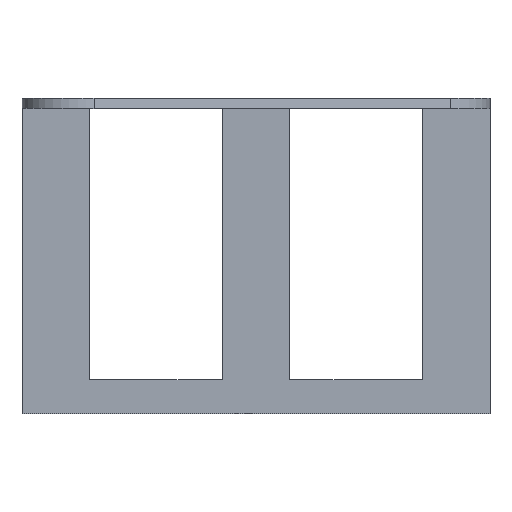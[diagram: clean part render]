
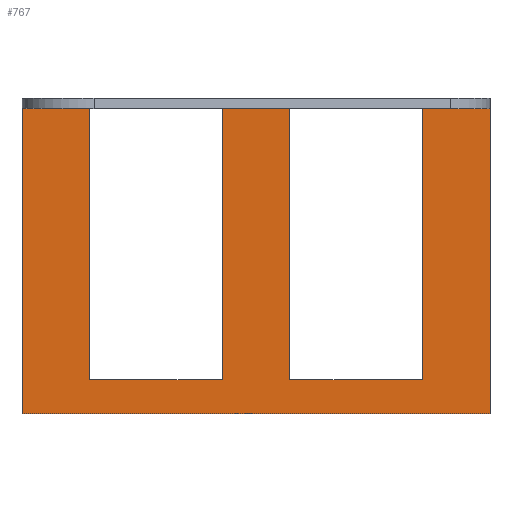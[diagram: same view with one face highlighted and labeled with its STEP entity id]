
A CAD part, top view. The second image highlights one B-rep face of the part: STEP entity #767.
In plain terms, the highlighted planar face has unit normal (0, 0, 1).
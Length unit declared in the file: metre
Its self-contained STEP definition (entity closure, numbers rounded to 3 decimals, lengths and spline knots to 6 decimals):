
#53=DIRECTION('',(1.,0.,0.));
#54=VECTOR('',#53,0.039);
#55=CARTESIAN_POINT('',(-0.049,-0.0335,0.003));
#56=LINE('',#55,#54);
#57=DIRECTION('',(1.,0.,0.));
#58=VECTOR('',#57,0.039);
#59=CARTESIAN_POINT('',(0.01,-0.0335,0.003));
#60=LINE('',#59,#58);
#235=DIRECTION('',(0.,1.,0.));
#236=VECTOR('',#235,0.08);
#237=CARTESIAN_POINT('',(0.01,-0.0335,0.003));
#238=LINE('',#237,#236);
#239=DIRECTION('',(0.,-1.,0.));
#240=VECTOR('',#239,0.08);
#241=CARTESIAN_POINT('',(0.049,0.0465,0.003));
#242=LINE('',#241,#240);
#243=DIRECTION('',(-1.,0.,0.));
#244=VECTOR('',#243,0.02);
#245=CARTESIAN_POINT('',(0.069,0.0465,0.003));
#246=LINE('',#245,#244);
#247=DIRECTION('',(0.,1.,0.));
#248=VECTOR('',#247,0.09);
#249=CARTESIAN_POINT('',(0.069,-0.0435,0.003));
#250=LINE('',#249,#248);
#251=DIRECTION('',(-1.,0.,0.));
#252=VECTOR('',#251,0.138);
#253=CARTESIAN_POINT('',(0.069,-0.0435,0.003));
#254=LINE('',#253,#252);
#255=DIRECTION('',(0.,-1.,0.));
#256=VECTOR('',#255,0.09);
#257=CARTESIAN_POINT('',(-0.069,0.0465,0.003));
#258=LINE('',#257,#256);
#259=DIRECTION('',(-1.,0.,0.));
#260=VECTOR('',#259,0.02);
#261=CARTESIAN_POINT('',(-0.049,0.0465,0.003));
#262=LINE('',#261,#260);
#263=DIRECTION('',(0.,1.,0.));
#264=VECTOR('',#263,0.08);
#265=CARTESIAN_POINT('',(-0.049,-0.0335,0.003));
#266=LINE('',#265,#264);
#267=DIRECTION('',(0.,-1.,0.));
#268=VECTOR('',#267,0.08);
#269=CARTESIAN_POINT('',(-0.01,0.0465,0.003));
#270=LINE('',#269,#268);
#271=DIRECTION('',(-1.,0.,0.));
#272=VECTOR('',#271,0.02);
#273=CARTESIAN_POINT('',(0.01,0.0465,0.003));
#274=LINE('',#273,#272);
#311=CARTESIAN_POINT('',(-0.069,-0.0435,0.003));
#312=VERTEX_POINT('',#311);
#313=CARTESIAN_POINT('',(0.069,-0.0435,0.003));
#314=VERTEX_POINT('',#313);
#315=CARTESIAN_POINT('',(0.069,0.0465,0.003));
#316=CARTESIAN_POINT('',(0.049,0.0465,0.003));
#317=VERTEX_POINT('',#315);
#318=VERTEX_POINT('',#316);
#319=CARTESIAN_POINT('',(0.01,0.0465,0.003));
#320=CARTESIAN_POINT('',(-0.01,0.0465,0.003));
#321=VERTEX_POINT('',#319);
#322=VERTEX_POINT('',#320);
#323=CARTESIAN_POINT('',(-0.049,0.0465,0.003));
#324=CARTESIAN_POINT('',(-0.069,0.0465,0.003));
#325=VERTEX_POINT('',#323);
#326=VERTEX_POINT('',#324);
#384=CARTESIAN_POINT('',(-0.01,-0.0335,0.003));
#386=VERTEX_POINT('',#384);
#388=CARTESIAN_POINT('',(0.01,-0.0335,0.003));
#390=VERTEX_POINT('',#388);
#392=CARTESIAN_POINT('',(-0.049,-0.0335,0.003));
#394=VERTEX_POINT('',#392);
#396=CARTESIAN_POINT('',(0.049,-0.0335,0.003));
#398=VERTEX_POINT('',#396);
#744=CARTESIAN_POINT('',(0.,0.,0.003));
#745=DIRECTION('',(0.,0.,1.));
#746=DIRECTION('',(0.,1.,0.));
#747=AXIS2_PLACEMENT_3D('',#744,#745,#746);
#748=PLANE('',#747);
#750=ORIENTED_EDGE('',*,*,#749,.F.);
#751=ORIENTED_EDGE('',*,*,#474,.T.);
#752=ORIENTED_EDGE('',*,*,#445,.F.);
#753=ORIENTED_EDGE('',*,*,#502,.F.);
#755=ORIENTED_EDGE('',*,*,#754,.F.);
#757=ORIENTED_EDGE('',*,*,#756,.T.);
#758=ORIENTED_EDGE('',*,*,#735,.F.);
#759=ORIENTED_EDGE('',*,*,#514,.F.);
#761=ORIENTED_EDGE('',*,*,#760,.F.);
#762=ORIENTED_EDGE('',*,*,#457,.T.);
#763=ORIENTED_EDGE('',*,*,#488,.F.);
#764=ORIENTED_EDGE('',*,*,#508,.F.);
#765=EDGE_LOOP('',(#750,#751,#752,#753,#755,#757,#758,#759,#761,#762,#763,
#764));
#766=FACE_OUTER_BOUND('',#765,.F.);
#767=ADVANCED_FACE('',(#766),#748,.T.);
#445=EDGE_CURVE('',#318,#398,#242,.T.);
#457=EDGE_CURVE('',#394,#386,#56,.T.);
#474=EDGE_CURVE('',#390,#398,#60,.T.);
#488=EDGE_CURVE('',#322,#386,#270,.T.);
#502=EDGE_CURVE('',#317,#318,#246,.T.);
#508=EDGE_CURVE('',#321,#322,#274,.T.);
#514=EDGE_CURVE('',#325,#326,#262,.T.);
#735=EDGE_CURVE('',#326,#312,#258,.T.);
#749=EDGE_CURVE('',#390,#321,#238,.T.);
#754=EDGE_CURVE('',#314,#317,#250,.T.);
#756=EDGE_CURVE('',#314,#312,#254,.T.);
#760=EDGE_CURVE('',#394,#325,#266,.T.);
